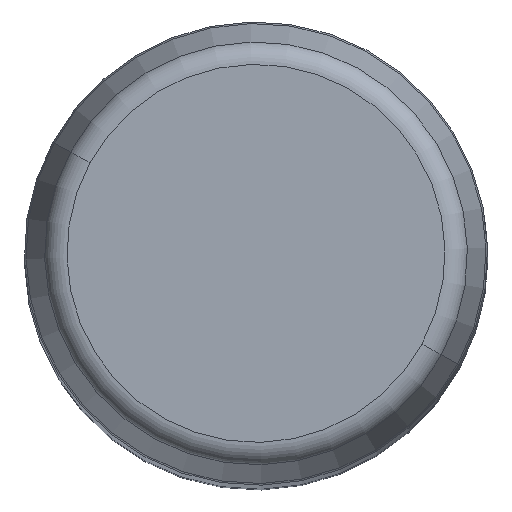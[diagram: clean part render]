
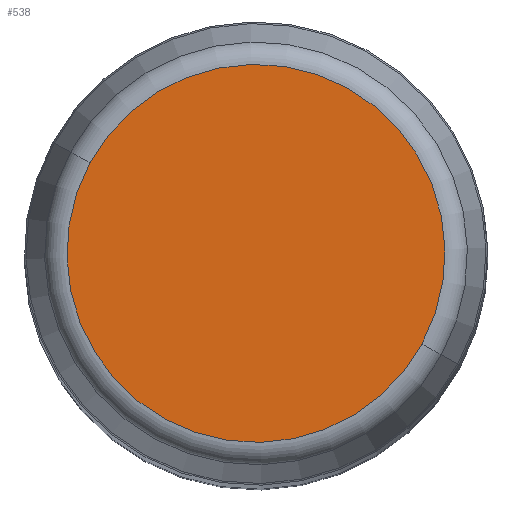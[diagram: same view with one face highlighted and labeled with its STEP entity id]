
A CAD part, top view. The second image highlights one B-rep face of the part: STEP entity #538.
In plain terms, the highlighted planar face has unit normal (0, 0, 1).
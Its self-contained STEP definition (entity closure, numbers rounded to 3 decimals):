
#515=CARTESIAN_POINT('Axis2P3D Location',(0.,0.,245.)) ;
#520=CARTESIAN_POINT('Axis2P3D Location',(0.,0.,245.)) ;
#524=CARTESIAN_POINT('Vertex',(-17.905,9.781,245.)) ;
#526=CARTESIAN_POINT('Vertex',(17.905,-9.781,245.)) ;
#529=CARTESIAN_POINT('Axis2P3D Location',(0.,0.,245.)) ;
#516=DIRECTION('Axis2P3D Direction',(0.,0.,-1.)) ;
#517=DIRECTION('Axis2P3D XDirection',(1.,0.,0.)) ;
#521=DIRECTION('Axis2P3D Direction',(0.,0.,-1.)) ;
#530=DIRECTION('Axis2P3D Direction',(0.,0.,-1.)) ;
#518=AXIS2_PLACEMENT_3D('Plane Axis2P3D',#515,#516,#517) ;
#522=AXIS2_PLACEMENT_3D('Circle Axis2P3D',#520,#521,$) ;
#531=AXIS2_PLACEMENT_3D('Circle Axis2P3D',#529,#530,$) ;
#535=ORIENTED_EDGE('',*,*,#528,.F.) ;
#536=ORIENTED_EDGE('',*,*,#533,.F.) ;
#538=ADVANCED_FACE('PartBody',(#537),#519,.F.) ;
#523=CIRCLE('generated circle',#522,20.402) ;
#532=CIRCLE('generated circle',#531,20.402) ;
#528=EDGE_CURVE('',#525,#527,#523,.T.) ;
#533=EDGE_CURVE('',#527,#525,#532,.T.) ;
#534=EDGE_LOOP('',(#535,#536)) ;
#537=FACE_OUTER_BOUND('',#534,.T.) ;
#519=PLANE('Plane',#518) ;
#525=VERTEX_POINT('',#524) ;
#527=VERTEX_POINT('',#526) ;
